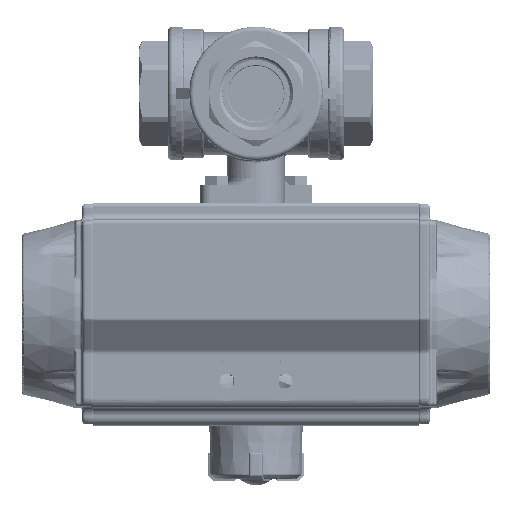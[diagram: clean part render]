
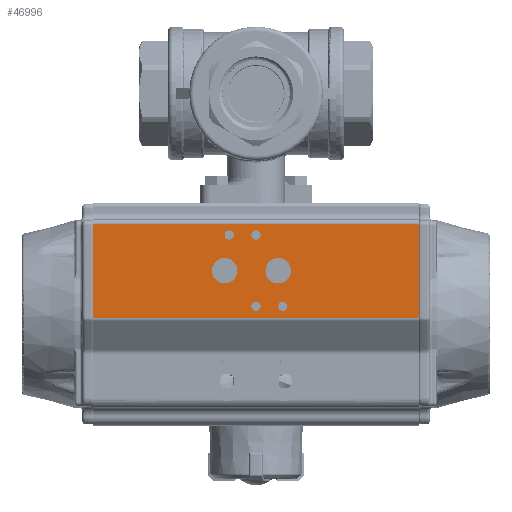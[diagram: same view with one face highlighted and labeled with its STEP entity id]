
A CAD part, front view. The second image highlights one B-rep face of the part: STEP entity #46996.
In plain terms, the highlighted face is planar.
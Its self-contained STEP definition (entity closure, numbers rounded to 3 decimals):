
#3300=LINE('',#96665,#6362);
#3317=LINE('',#96729,#6379);
#3318=LINE('',#96743,#6380);
#3319=LINE('',#96744,#6381);
#6362=VECTOR('',#58831,1000.);
#6379=VECTOR('',#58890,1000.);
#6380=VECTOR('',#58905,1000.);
#6381=VECTOR('',#58906,1000.);
#17616=ORIENTED_EDGE('',*,*,#27915,.T.);
#17617=ORIENTED_EDGE('',*,*,#27916,.T.);
#17618=ORIENTED_EDGE('',*,*,#27917,.T.);
#17619=ORIENTED_EDGE('',*,*,#27918,.T.);
#17620=ORIENTED_EDGE('',*,*,#27919,.T.);
#17621=ORIENTED_EDGE('',*,*,#27920,.T.);
#17622=ORIENTED_EDGE('',*,*,#27921,.F.);
#17623=ORIENTED_EDGE('',*,*,#27914,.T.);
#17624=ORIENTED_EDGE('',*,*,#27922,.T.);
#17625=ORIENTED_EDGE('',*,*,#27884,.T.);
#27884=EDGE_CURVE('',#33692,#33691,#3300,.T.);
#27914=EDGE_CURVE('',#33716,#33717,#3317,.T.);
#27915=EDGE_CURVE('',#33718,#33718,#36658,.T.);
#27916=EDGE_CURVE('',#33719,#33719,#36659,.T.);
#27917=EDGE_CURVE('',#33720,#33720,#36660,.T.);
#27918=EDGE_CURVE('',#33721,#33721,#36661,.T.);
#27919=EDGE_CURVE('',#33722,#33722,#36662,.T.);
#27920=EDGE_CURVE('',#33723,#33723,#36663,.T.);
#27921=EDGE_CURVE('',#33716,#33691,#3318,.T.);
#27922=EDGE_CURVE('',#33717,#33692,#3319,.T.);
#33691=VERTEX_POINT('',#96664);
#33692=VERTEX_POINT('',#96666);
#33716=VERTEX_POINT('',#96726);
#33717=VERTEX_POINT('',#96728);
#33718=VERTEX_POINT('',#96732);
#33719=VERTEX_POINT('',#96734);
#33720=VERTEX_POINT('',#96736);
#33721=VERTEX_POINT('',#96738);
#33722=VERTEX_POINT('',#96740);
#33723=VERTEX_POINT('',#96742);
#36658=CIRCLE('',#50674,2.067);
#36659=CIRCLE('',#50675,2.067);
#36660=CIRCLE('',#50676,2.067);
#36661=CIRCLE('',#50677,2.067);
#36662=CIRCLE('',#50678,5.723);
#36663=CIRCLE('',#50679,5.723);
#39308=EDGE_LOOP('',(#17616));
#39309=EDGE_LOOP('',(#17617));
#39310=EDGE_LOOP('',(#17618));
#39311=EDGE_LOOP('',(#17619));
#39312=EDGE_LOOP('',(#17620));
#39313=EDGE_LOOP('',(#17621));
#39314=EDGE_LOOP('',(#17622,#17623,#17624,#17625));
#42625=FACE_BOUND('',#39308,.T.);
#42626=FACE_BOUND('',#39309,.T.);
#42627=FACE_BOUND('',#39310,.T.);
#42628=FACE_BOUND('',#39311,.T.);
#42629=FACE_BOUND('',#39312,.T.);
#42630=FACE_BOUND('',#39313,.T.);
#42631=FACE_BOUND('',#39314,.T.);
#45180=PLANE('',#50673);
#46996=ADVANCED_FACE('',(#42625,#42626,#42627,#42628,#42629,#42630,#42631),
#45180,.T.);
#50673=AXIS2_PLACEMENT_3D('',#96730,#58891,#58892);
#50674=AXIS2_PLACEMENT_3D('',#96731,#58893,#58894);
#50675=AXIS2_PLACEMENT_3D('',#96733,#58895,#58896);
#50676=AXIS2_PLACEMENT_3D('',#96735,#58897,#58898);
#50677=AXIS2_PLACEMENT_3D('',#96737,#58899,#58900);
#50678=AXIS2_PLACEMENT_3D('',#96739,#58901,#58902);
#50679=AXIS2_PLACEMENT_3D('',#96741,#58903,#58904);
#58831=DIRECTION('',(0.,0.,1.));
#58890=DIRECTION('',(0.,0.,-1.));
#58891=DIRECTION('',(1.,0.,0.));
#58892=DIRECTION('',(0.,0.,-1.));
#58893=DIRECTION('',(-1.,0.,0.));
#58894=DIRECTION('',(0.,0.,-1.));
#58895=DIRECTION('',(-1.,0.,0.));
#58896=DIRECTION('',(0.,0.,-1.));
#58897=DIRECTION('',(-1.,0.,0.));
#58898=DIRECTION('',(0.,0.,-1.));
#58899=DIRECTION('',(-1.,0.,0.));
#58900=DIRECTION('',(0.,0.,-1.));
#58901=DIRECTION('',(-1.,0.,0.));
#58902=DIRECTION('',(0.,0.,-1.));
#58903=DIRECTION('',(-1.,0.,0.));
#58904=DIRECTION('',(0.,0.,-1.));
#58905=DIRECTION('',(0.,1.,0.));
#58906=DIRECTION('',(0.,1.,0.));
#96664=CARTESIAN_POINT('',(52.,1.877,146.));
#96665=CARTESIAN_POINT('',(52.,1.877,0.));
#96666=CARTESIAN_POINT('',(52.,1.877,0.));
#96726=CARTESIAN_POINT('',(52.,-40.5,146.));
#96728=CARTESIAN_POINT('',(52.,-40.5,0.));
#96729=CARTESIAN_POINT('',(52.,-40.5,0.));
#96730=CARTESIAN_POINT('',(52.,-40.5,0.));
#96731=CARTESIAN_POINT('',(52.,-35.5,73.));
#96732=CARTESIAN_POINT('',(52.,-35.5,70.933));
#96733=CARTESIAN_POINT('',(52.,-3.5,73.));
#96734=CARTESIAN_POINT('',(52.,-3.5,70.933));
#96735=CARTESIAN_POINT('',(52.,-3.5,85.));
#96736=CARTESIAN_POINT('',(52.,-3.5,82.933));
#96737=CARTESIAN_POINT('',(52.,-35.5,61.));
#96738=CARTESIAN_POINT('',(52.,-35.5,58.933));
#96739=CARTESIAN_POINT('',(52.,-19.5,82.961));
#96740=CARTESIAN_POINT('',(52.,-19.5,77.238));
#96741=CARTESIAN_POINT('',(52.,-19.5,58.961));
#96742=CARTESIAN_POINT('',(52.,-19.5,53.238));
#96743=CARTESIAN_POINT('',(52.,-3.019,146.));
#96744=CARTESIAN_POINT('',(52.,-3.019,0.));
